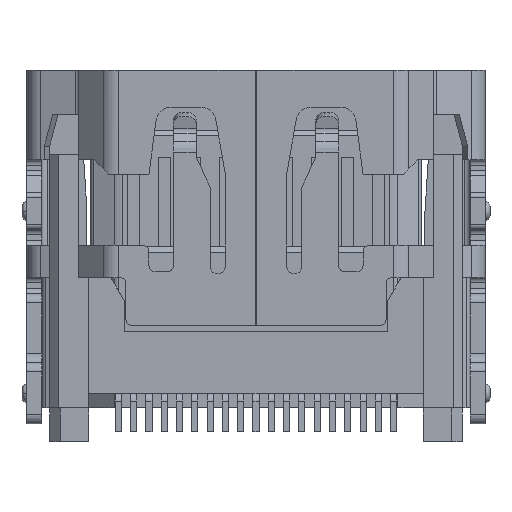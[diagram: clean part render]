
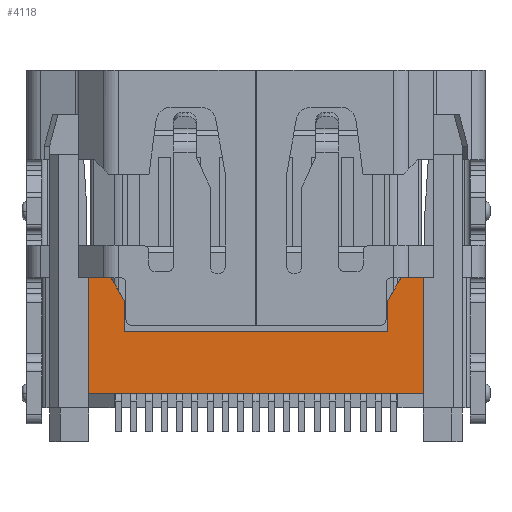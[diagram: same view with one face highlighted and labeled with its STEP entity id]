
A CAD part, front view. The second image highlights one B-rep face of the part: STEP entity #4118.
In plain terms, the highlighted planar face has unit normal (0, -1, 0).
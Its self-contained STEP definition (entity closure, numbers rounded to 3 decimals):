
#351 = DIRECTION ( 'NONE',  ( -1., 0., 0. ) ) ;
#558 = CARTESIAN_POINT ( 'NONE',  ( -4.747, 0.625, -0.705 ) ) ;
#586 = ORIENTED_EDGE ( 'NONE', *, *, #22505, .T. ) ;
#603 = ORIENTED_EDGE ( 'NONE', *, *, #23949, .T. ) ;
#1288 = ORIENTED_EDGE ( 'NONE', *, *, #30242, .T. ) ;
#1566 = DIRECTION ( 'NONE',  ( -1., 0., 0. ) ) ;
#2071 = CARTESIAN_POINT ( 'NONE',  ( 4.314, 0.625, -2.483 ) ) ;
#2501 = VECTOR ( 'NONE', #30221, 1000. ) ;
#3380 = VECTOR ( 'NONE', #21469, 1000. ) ;
#4001 = ORIENTED_EDGE ( 'NONE', *, *, #30702, .T. ) ;
#4063 = CARTESIAN_POINT ( 'NONE',  ( 4.747, 0.625, -0.705 ) ) ;
#4118 = ADVANCED_FACE ( 'NONE', ( #24025 ), #26253, .F. ) ;
#4170 = VERTEX_POINT ( 'NONE', #2071 ) ;
#4221 = LINE ( 'NONE', #16969, #4645 ) ;
#4237 = CARTESIAN_POINT ( 'NONE',  ( 5.464, 0.625, -4.5 ) ) ;
#4645 = VECTOR ( 'NONE', #24102, 1000. ) ;
#5326 = LINE ( 'NONE', #558, #27288 ) ;
#6697 = EDGE_LOOP ( 'NONE', ( #27566, #19027, #23834, #24412, #24015, #1288, #8853, #4001, #586, #603 ) ) ;
#7282 = EDGE_CURVE ( 'NONE', #26565, #16081, #28476, .T. ) ;
#7582 = VECTOR ( 'NONE', #1566, 1000. ) ;
#8003 = AXIS2_PLACEMENT_3D ( 'NONE', #11946, #16900, #12107 ) ;
#8024 = CARTESIAN_POINT ( 'NONE',  ( 4.314, 0.625, -1.456 ) ) ;
#8853 = ORIENTED_EDGE ( 'NONE', *, *, #9624, .T. ) ;
#9208 = DIRECTION ( 'NONE',  ( -0.5, 0., -0.866 ) ) ;
#9237 = LINE ( 'NONE', #13682, #25406 ) ;
#9615 = DIRECTION ( 'NONE',  ( -1., 0., 0. ) ) ;
#9624 = EDGE_CURVE ( 'NONE', #25951, #4170, #19049, .T. ) ;
#9907 = CARTESIAN_POINT ( 'NONE',  ( -4.747, 0.625, -0.705 ) ) ;
#10788 = VERTEX_POINT ( 'NONE', #25277 ) ;
#10865 = EDGE_CURVE ( 'NONE', #13603, #24532, #9237, .T. ) ;
#11946 = CARTESIAN_POINT ( 'NONE',  ( 0., 0.625, 0. ) ) ;
#12107 = DIRECTION ( 'NONE',  ( -1., 0., 0. ) ) ;
#13357 = CARTESIAN_POINT ( 'NONE',  ( 5.464, 0.625, -0.705 ) ) ;
#13453 = EDGE_CURVE ( 'NONE', #20640, #26565, #4221, .T. ) ;
#13603 = VERTEX_POINT ( 'NONE', #23101 ) ;
#13682 = CARTESIAN_POINT ( 'NONE',  ( -5.464, 0.625, -4.5 ) ) ;
#13892 = LINE ( 'NONE', #29160, #27447 ) ;
#15751 = CARTESIAN_POINT ( 'NONE',  ( 4.314, 0.625, -1.456 ) ) ;
#15882 = CARTESIAN_POINT ( 'NONE',  ( 5.464, 0.625, -4.5 ) ) ;
#15947 = CARTESIAN_POINT ( 'NONE',  ( -5.464, 0.625, -4.5 ) ) ;
#16081 = VERTEX_POINT ( 'NONE', #4063 ) ;
#16267 = VECTOR ( 'NONE', #9208, 1000. ) ;
#16320 = VERTEX_POINT ( 'NONE', #19841 ) ;
#16900 = DIRECTION ( 'NONE',  ( 0., 1., 0. ) ) ;
#16969 = CARTESIAN_POINT ( 'NONE',  ( 5.464, 0.625, -4.5 ) ) ;
#18761 = CARTESIAN_POINT ( 'NONE',  ( 4.747, 0.625, -0.705 ) ) ;
#19027 = ORIENTED_EDGE ( 'NONE', *, *, #10865, .T. ) ;
#19049 = LINE ( 'NONE', #15751, #2501 ) ;
#19098 = DIRECTION ( 'NONE',  ( 0., 0., -1. ) ) ;
#19841 = CARTESIAN_POINT ( 'NONE',  ( -4.314, 0.625, -2.482 ) ) ;
#20002 = DIRECTION ( 'NONE',  ( -0.5, 0., 0.866 ) ) ;
#20274 = LINE ( 'NONE', #29963, #21214 ) ;
#20640 = VERTEX_POINT ( 'NONE', #4237 ) ;
#20991 = LINE ( 'NONE', #15882, #3380 ) ;
#21214 = VECTOR ( 'NONE', #351, 1000. ) ;
#21469 = DIRECTION ( 'NONE',  ( 1., 0., 0. ) ) ;
#22505 = EDGE_CURVE ( 'NONE', #16320, #10788, #30810, .T. ) ;
#22664 = VECTOR ( 'NONE', #30508, 1000. ) ;
#23101 = CARTESIAN_POINT ( 'NONE',  ( -5.464, 0.625, -0.705 ) ) ;
#23216 = CARTESIAN_POINT ( 'NONE',  ( 5.464, 0.625, -0.705 ) ) ;
#23232 = EDGE_CURVE ( 'NONE', #29639, #13603, #20274, .T. ) ;
#23500 = LINE ( 'NONE', #18761, #16267 ) ;
#23834 = ORIENTED_EDGE ( 'NONE', *, *, #27042, .T. ) ;
#23949 = EDGE_CURVE ( 'NONE', #10788, #29639, #5326, .T. ) ;
#24015 = ORIENTED_EDGE ( 'NONE', *, *, #7282, .T. ) ;
#24025 = FACE_OUTER_BOUND ( 'NONE', #6697, .T. ) ;
#24102 = DIRECTION ( 'NONE',  ( 0., 0., 1. ) ) ;
#24412 = ORIENTED_EDGE ( 'NONE', *, *, #13453, .T. ) ;
#24532 = VERTEX_POINT ( 'NONE', #15947 ) ;
#25277 = CARTESIAN_POINT ( 'NONE',  ( -4.314, 0.625, -1.456 ) ) ;
#25406 = VECTOR ( 'NONE', #19098, 1000. ) ;
#25951 = VERTEX_POINT ( 'NONE', #8024 ) ;
#26253 = PLANE ( 'NONE',  #8003 ) ;
#26565 = VERTEX_POINT ( 'NONE', #23216 ) ;
#27042 = EDGE_CURVE ( 'NONE', #24532, #20640, #20991, .T. ) ;
#27288 = VECTOR ( 'NONE', #20002, 1000. ) ;
#27447 = VECTOR ( 'NONE', #9615, 1000. ) ;
#27566 = ORIENTED_EDGE ( 'NONE', *, *, #23232, .T. ) ;
#28097 = CARTESIAN_POINT ( 'NONE',  ( -4.314, 0.625, -1.456 ) ) ;
#28476 = LINE ( 'NONE', #13357, #7582 ) ;
#29160 = CARTESIAN_POINT ( 'NONE',  ( -4.314, 0.625, -2.482 ) ) ;
#29639 = VERTEX_POINT ( 'NONE', #9907 ) ;
#29963 = CARTESIAN_POINT ( 'NONE',  ( -5.464, 0.625, -0.705 ) ) ;
#30221 = DIRECTION ( 'NONE',  ( 0., 0., -1. ) ) ;
#30242 = EDGE_CURVE ( 'NONE', #16081, #25951, #23500, .T. ) ;
#30508 = DIRECTION ( 'NONE',  ( 0., 0., 1. ) ) ;
#30702 = EDGE_CURVE ( 'NONE', #4170, #16320, #13892, .T. ) ;
#30810 = LINE ( 'NONE', #28097, #22664 ) ;
